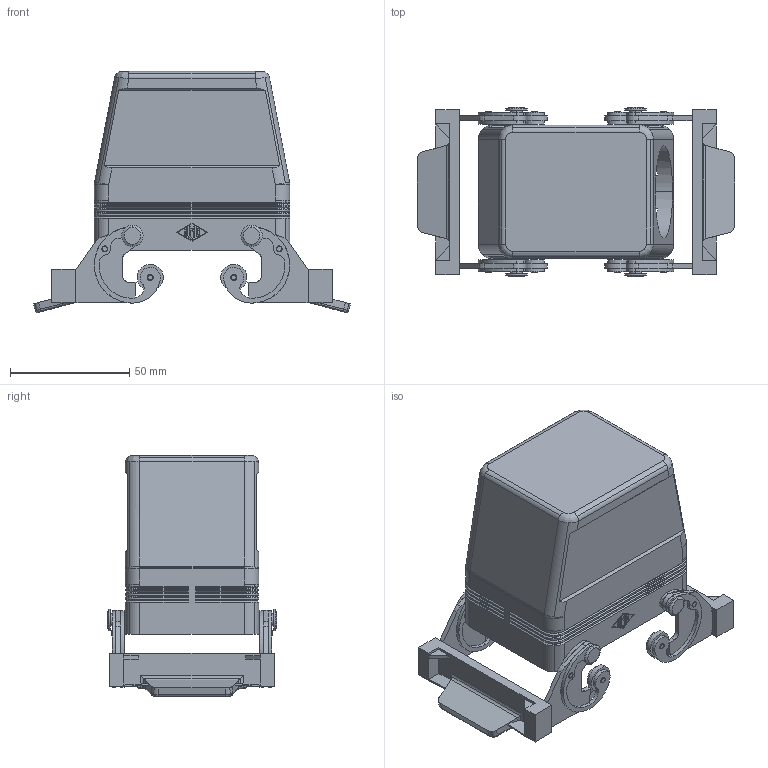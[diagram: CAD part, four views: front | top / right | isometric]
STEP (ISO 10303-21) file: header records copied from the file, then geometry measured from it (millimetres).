
FILE_DESCRIPTION((''),'2;1');
FILE_NAME('MFO 50 X32.stp','2006-12-13T22:19:03',('gembarski'),(''),'Autodesk Inventor 7','Autodesk Inventor 7','');
FILE_SCHEMA(('AUTOMOTIVE_DESIGN { 1 0 10303 214 1 1 1 1 }'));
Length unit declared in the file: millimetre
Products named in the file (1): MFO 50 X32
Bounding box: 133.07 x 71 x 101.22 mm (x, y, z)
Volume: 93730.1 mm3; surface area: 62371.6 mm2
Topology: 1 solids, 5 shells, 881 faces, 2243 edges, 1418 vertices
Faces by surface type: bspline 277, plane 262, cylinder 254, cone 68, torus 16, sphere 4
Entity records: 30198 total; most frequent: CARTESIAN_POINT 9004, ORIENTED_EDGE 4486, DIRECTION 4419, EDGE_CURVE 2243, AXIS2_PLACEMENT_3D 1601, VERTEX_POINT 1418, VECTOR 1217, LINE 1217
